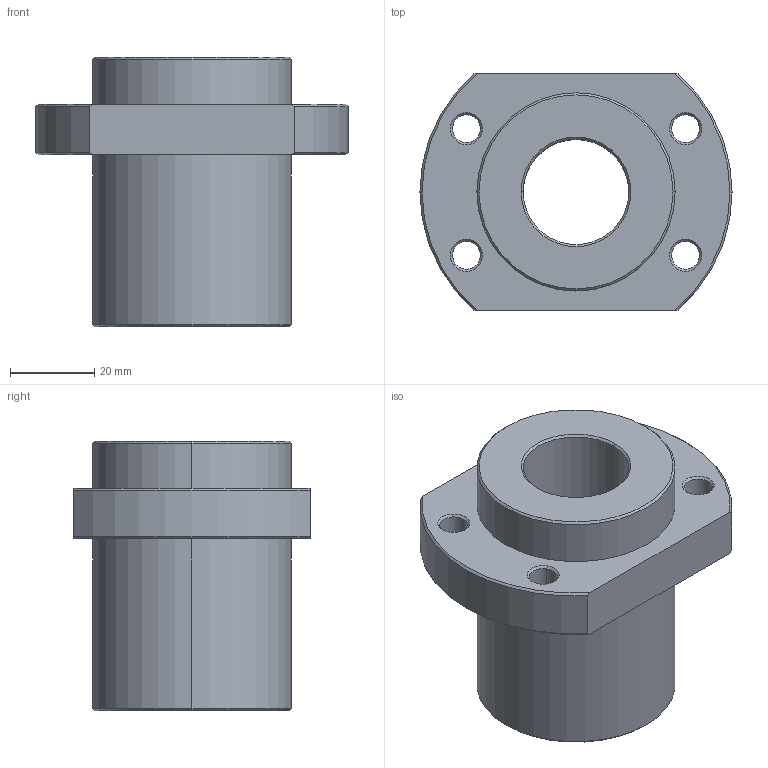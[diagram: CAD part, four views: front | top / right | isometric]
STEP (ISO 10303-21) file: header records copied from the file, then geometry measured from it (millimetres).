
FILE_DESCRIPTION(('CATIA V5 STEP Exchange'),'2;1');
FILE_NAME('2525 SLK.stp','2006-12-14T07:32:15+00:00',('none'),('none'),'CATIA Version 5 Release 16 (IN-10)','CATIA V5 STEP AP214','none');
FILE_SCHEMA(('AUTOMOTIVE_DESIGN { 1 0 10303 214 1 1 1 1 }'));
Length unit declared in the file: millimetre
Products named in the file (1): 2525 SLK
Bounding box: 74 x 56 x 64 mm (x, y, z)
Volume: 101504 mm3; surface area: 22284.7 mm2
Topology: 1 solids, 1 shells, 50 faces, 114 edges, 68 vertices
Faces by surface type: cone 28, cylinder 16, plane 6
Entity records: 1389 total; most frequent: CARTESIAN_POINT 253, ORIENTED_EDGE 228, DIRECTION 190, EDGE_CURVE 114, AXIS2_PLACEMENT_3D 103, VERTEX_POINT 68, EDGE_LOOP 62, CIRCLE 60
